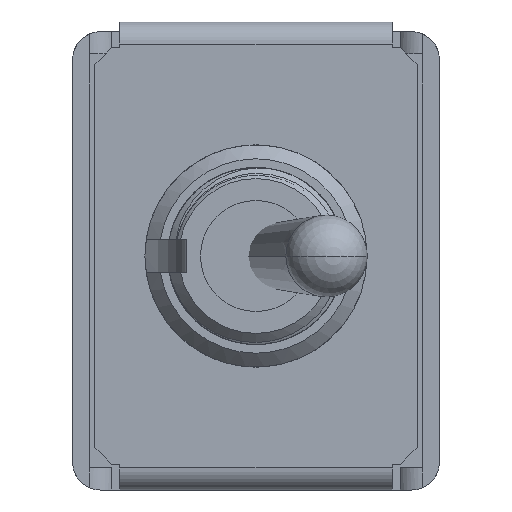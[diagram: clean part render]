
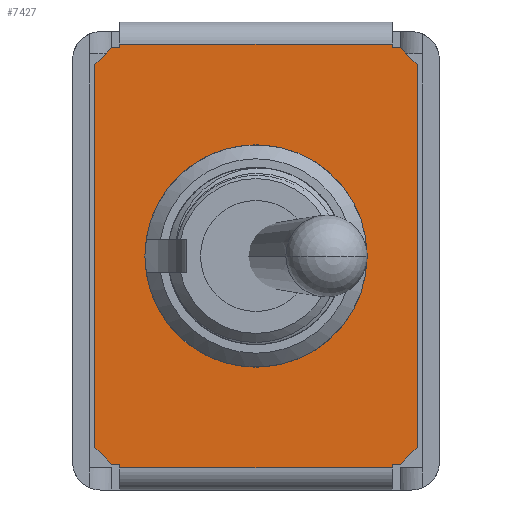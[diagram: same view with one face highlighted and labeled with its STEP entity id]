
A CAD part, front view. The second image highlights one B-rep face of the part: STEP entity #7427.
In plain terms, the highlighted planar face has unit normal (0, -1, 0).
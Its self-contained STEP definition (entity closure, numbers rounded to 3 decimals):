
#6210=DIRECTION('',(1.,0.,0.));
#6211=VECTOR('',#6210,9.8);
#6212=CARTESIAN_POINT('',(-4.9,0.,-12.3));
#6213=LINE('',#6212,#6211);
#6240=DIRECTION('',(0.,0.,-1.));
#6241=VECTOR('',#6240,0.13);
#6242=CARTESIAN_POINT('',(-4.9,0.,-12.17));
#6243=LINE('',#6242,#6241);
#6252=DIRECTION('',(0.,0.,-1.));
#6253=VECTOR('',#6252,0.13);
#6254=CARTESIAN_POINT('',(4.9,0.,-12.17));
#6255=LINE('',#6254,#6253);
#6256=DIRECTION('',(-1.,0.,0.));
#6257=VECTOR('',#6256,0.3);
#6258=CARTESIAN_POINT('',(-4.9,0.,-12.17));
#6259=LINE('',#6258,#6257);
#6260=DIRECTION('',(-0.707,0.,0.707));
#6261=VECTOR('',#6260,0.849);
#6262=CARTESIAN_POINT('',(-5.2,0.,-12.17));
#6263=LINE('',#6262,#6261);
#6264=DIRECTION('',(0.,0.,1.));
#6265=VECTOR('',#6264,13.79);
#6266=CARTESIAN_POINT('',(-5.8,0.,-11.57));
#6267=LINE('',#6266,#6265);
#6268=DIRECTION('',(0.707,0.,0.707));
#6269=VECTOR('',#6268,0.849);
#6270=CARTESIAN_POINT('',(-5.8,0.,2.22));
#6271=LINE('',#6270,#6269);
#6272=DIRECTION('',(0.,0.,1.));
#6273=VECTOR('',#6272,0.13);
#6274=CARTESIAN_POINT('',(-4.9,0.,2.82));
#6275=LINE('',#6274,#6273);
#6276=DIRECTION('',(1.,0.,0.));
#6277=VECTOR('',#6276,0.3);
#6278=CARTESIAN_POINT('',(4.9,0.,2.82));
#6279=LINE('',#6278,#6277);
#6280=DIRECTION('',(0.707,0.,-0.707));
#6281=VECTOR('',#6280,0.849);
#6282=CARTESIAN_POINT('',(5.2,0.,2.82));
#6283=LINE('',#6282,#6281);
#6284=DIRECTION('',(-0.707,0.,-0.707));
#6285=VECTOR('',#6284,0.849);
#6286=CARTESIAN_POINT('',(5.8,0.,-11.57));
#6287=LINE('',#6286,#6285);
#6288=DIRECTION('',(1.,0.,0.));
#6289=VECTOR('',#6288,0.3);
#6290=CARTESIAN_POINT('',(4.9,0.,-12.17));
#6291=LINE('',#6290,#6289);
#6308=DIRECTION('',(0.,0.,1.));
#6309=VECTOR('',#6308,13.79);
#6310=CARTESIAN_POINT('',(5.8,0.,-11.57));
#6311=LINE('',#6310,#6309);
#6344=DIRECTION('',(0.,0.,1.));
#6345=VECTOR('',#6344,0.13);
#6346=CARTESIAN_POINT('',(4.9,0.,2.82));
#6347=LINE('',#6346,#6345);
#6362=DIRECTION('',(-1.,0.,0.));
#6363=VECTOR('',#6362,9.8);
#6364=CARTESIAN_POINT('',(4.9,0.,2.95));
#6365=LINE('',#6364,#6363);
#6392=DIRECTION('',(-1.,0.,0.));
#6393=VECTOR('',#6392,0.3);
#6394=CARTESIAN_POINT('',(-4.9,0.,2.82));
#6395=LINE('',#6394,#6393);
#6804=CARTESIAN_POINT('',(-4.9,0.,-12.3));
#6805=VERTEX_POINT('',#6804);
#6808=CARTESIAN_POINT('',(4.9,0.,-12.3));
#6809=VERTEX_POINT('',#6808);
#6810=CARTESIAN_POINT('',(4.9,0.,-12.17));
#6811=CARTESIAN_POINT('',(5.2,0.,-12.17));
#6812=VERTEX_POINT('',#6810);
#6813=VERTEX_POINT('',#6811);
#6814=CARTESIAN_POINT('',(-4.9,0.,-12.17));
#6815=VERTEX_POINT('',#6814);
#6816=CARTESIAN_POINT('',(-5.2,0.,-12.17));
#6817=VERTEX_POINT('',#6816);
#6818=CARTESIAN_POINT('',(-5.8,0.,-11.57));
#6819=VERTEX_POINT('',#6818);
#6820=CARTESIAN_POINT('',(-5.8,0.,2.22));
#6821=VERTEX_POINT('',#6820);
#6822=CARTESIAN_POINT('',(-5.2,0.,2.82));
#6823=VERTEX_POINT('',#6822);
#6824=CARTESIAN_POINT('',(-4.9,0.,2.82));
#6825=VERTEX_POINT('',#6824);
#6826=CARTESIAN_POINT('',(-4.9,0.,2.95));
#6827=VERTEX_POINT('',#6826);
#6828=CARTESIAN_POINT('',(4.9,0.,2.95));
#6829=VERTEX_POINT('',#6828);
#6830=CARTESIAN_POINT('',(4.9,0.,2.82));
#6831=VERTEX_POINT('',#6830);
#6832=CARTESIAN_POINT('',(5.2,0.,2.82));
#6833=VERTEX_POINT('',#6832);
#6834=CARTESIAN_POINT('',(5.8,0.,2.22));
#6835=VERTEX_POINT('',#6834);
#6836=CARTESIAN_POINT('',(5.8,0.,-11.57));
#6837=VERTEX_POINT('',#6836);
#7391=CARTESIAN_POINT('',(-5.8,0.,3.75));
#7392=DIRECTION('',(0.,-1.,0.));
#7393=DIRECTION('',(0.,0.,-1.));
#7394=AXIS2_PLACEMENT_3D('',#7391,#7392,#7393);
#7395=PLANE('',#7394);
#7397=ORIENTED_EDGE('',*,*,#7396,.F.);
#7399=ORIENTED_EDGE('',*,*,#7398,.T.);
#7400=ORIENTED_EDGE('',*,*,#7339,.F.);
#7401=ORIENTED_EDGE('',*,*,#7371,.F.);
#7402=ORIENTED_EDGE('',*,*,#7381,.T.);
#7404=ORIENTED_EDGE('',*,*,#7403,.T.);
#7406=ORIENTED_EDGE('',*,*,#7405,.T.);
#7408=ORIENTED_EDGE('',*,*,#7407,.T.);
#7410=ORIENTED_EDGE('',*,*,#7409,.F.);
#7412=ORIENTED_EDGE('',*,*,#7411,.T.);
#7414=ORIENTED_EDGE('',*,*,#7413,.F.);
#7416=ORIENTED_EDGE('',*,*,#7415,.F.);
#7418=ORIENTED_EDGE('',*,*,#7417,.T.);
#7420=ORIENTED_EDGE('',*,*,#7419,.T.);
#7422=ORIENTED_EDGE('',*,*,#7421,.F.);
#7424=ORIENTED_EDGE('',*,*,#7423,.T.);
#7425=EDGE_LOOP('',(#7397,#7399,#7400,#7401,#7402,#7404,#7406,#7408,#7410,#7412,
#7414,#7416,#7418,#7420,#7422,#7424));
#7426=FACE_OUTER_BOUND('',#7425,.F.);
#7427=ADVANCED_FACE('',(#7426),#7395,.T.);
#7339=EDGE_CURVE('',#6805,#6809,#6213,.T.);
#7371=EDGE_CURVE('',#6815,#6805,#6243,.T.);
#7381=EDGE_CURVE('',#6815,#6817,#6259,.T.);
#7396=EDGE_CURVE('',#6812,#6813,#6291,.T.);
#7398=EDGE_CURVE('',#6812,#6809,#6255,.T.);
#7403=EDGE_CURVE('',#6817,#6819,#6263,.T.);
#7405=EDGE_CURVE('',#6819,#6821,#6267,.T.);
#7407=EDGE_CURVE('',#6821,#6823,#6271,.T.);
#7409=EDGE_CURVE('',#6825,#6823,#6395,.T.);
#7411=EDGE_CURVE('',#6825,#6827,#6275,.T.);
#7413=EDGE_CURVE('',#6829,#6827,#6365,.T.);
#7415=EDGE_CURVE('',#6831,#6829,#6347,.T.);
#7417=EDGE_CURVE('',#6831,#6833,#6279,.T.);
#7419=EDGE_CURVE('',#6833,#6835,#6283,.T.);
#7421=EDGE_CURVE('',#6837,#6835,#6311,.T.);
#7423=EDGE_CURVE('',#6837,#6813,#6287,.T.);
